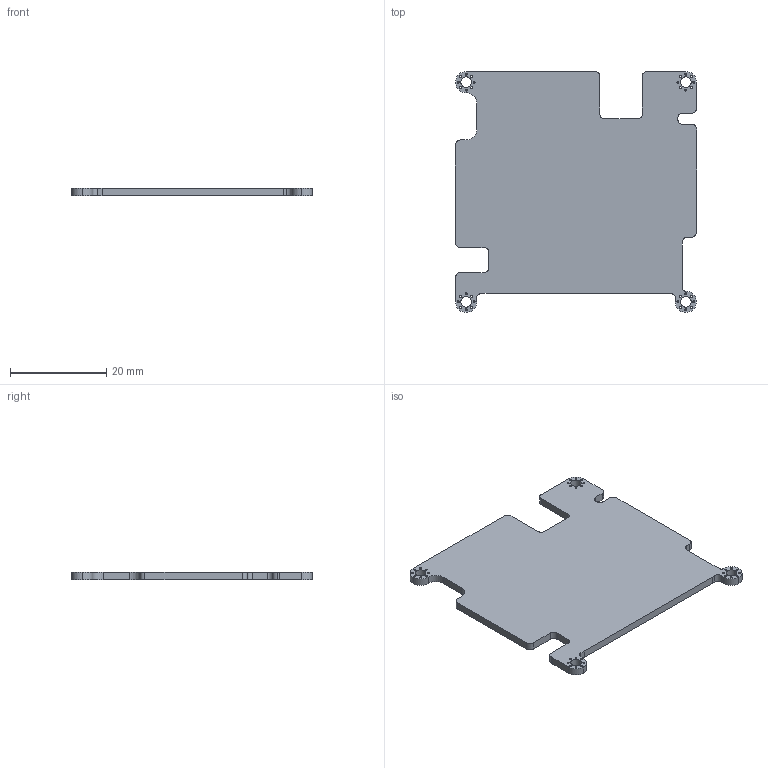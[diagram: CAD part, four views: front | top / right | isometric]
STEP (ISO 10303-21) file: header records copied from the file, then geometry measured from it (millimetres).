
FILE_DESCRIPTION(('KiCad electronic assembly'),'2;1');
FILE_NAME('FPGA Heatsink.step','2024-10-25T18:29:03',('Pcbnew'),('Kicad' ),'Open CASCADE STEP processor 7.7','KiCad to STEP converter', 'Unknown');
FILE_SCHEMA(('AUTOMOTIVE_DESIGN { 1 0 10303 214 1 1 1 1 }'));
Length unit declared in the file: millimetre
Products named in the file (2): FPGA Heatsink 1; FPGA Heatsink_PCB
Assembly tree (1 placements, depth 2):
  FPGA Heatsink 1
    FPGA Heatsink_PCB
Bounding box: 50 x 50 x 1.6 mm (x, y, z)
Volume: 3366.9 mm3; surface area: 4712.2 mm2
Topology: 1 solids, 1 shells, 95 faces, 279 edges, 186 vertices
Faces by surface type: cylinder 64, plane 31
Full cylindrical faces by diameter (mm): 0.4 x32, 2.2 x4
Entity records: 3402 total; most frequent: DIRECTION 601, CARTESIAN_POINT 562, ORIENTED_EDGE 558, EDGE_CURVE 279, AXIS2_PLACEMENT_3D 225, VERTEX_POINT 186, FACE_BOUND 167, EDGE_LOOP 167
